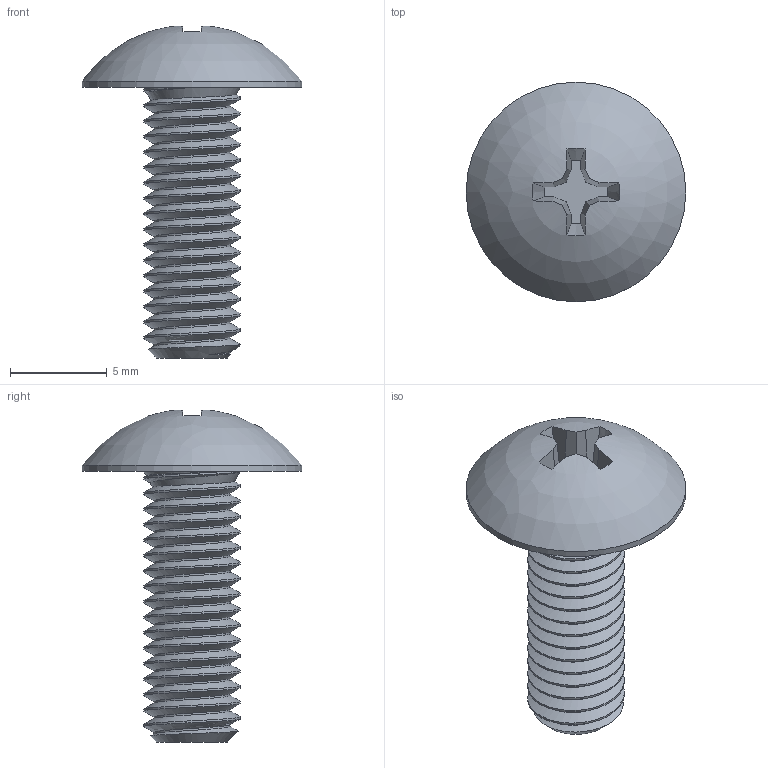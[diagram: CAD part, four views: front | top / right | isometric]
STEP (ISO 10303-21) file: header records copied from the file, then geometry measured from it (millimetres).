
FILE_DESCRIPTION(/* description */ (''),/* implementation_level */ '2;1');
FILE_NAME(/* name */ 'MH108-48B.stp',/* time_stamp */ '2026-01-15T11:58:06-05:00',/* author */ ('cthayer'),/* organization */ ('CONNECTION TECHNOLOGY CENTER'),/* preprocessor_version */ 'ST-DEVELOPER v20',/* originating_system */ 'Autodesk Inventor 2025',/* authorisation */ '');
FILE_SCHEMA (('AUTOMOTIVE_DESIGN { 1 0 10303 214 3 1 1 }'));
Length unit declared in the file: inch
Products named in the file (1): MH108-48B
Bounding box: 11.37 x 11.37 x 17.18 mm (x, y, z)
Volume: 400.4 mm3; surface area: 602.9 mm2
Topology: 1 solids, 1 shells, 65 faces, 183 edges, 121 vertices
Faces by surface type: cylinder 36, plane 19, cone 7, bspline 2, sphere 1
Full cylindrical faces by diameter (mm): 3.961 x15, 5 x16, 11.37 x1
Entity records: 4305 total; most frequent: CARTESIAN_POINT 2766, ORIENTED_EDGE 366, DIRECTION 262, EDGE_CURVE 183, VERTEX_POINT 121, AXIS2_PLACEMENT_3D 99, EDGE_LOOP 66, FACE_OUTER_BOUND 65
